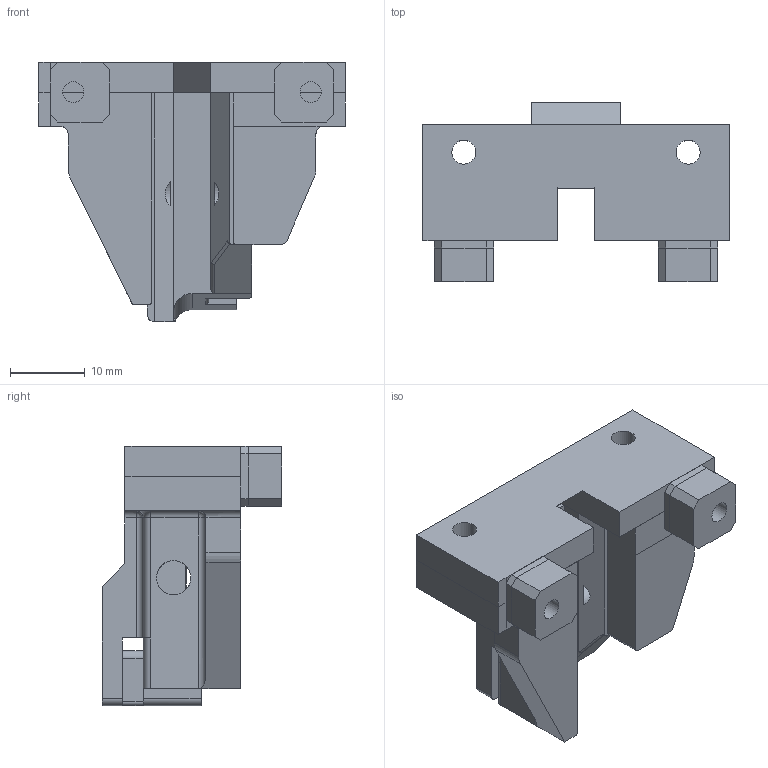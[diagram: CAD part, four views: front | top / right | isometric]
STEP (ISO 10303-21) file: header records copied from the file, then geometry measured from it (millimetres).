
FILE_DESCRIPTION(/* description */ (''),/* implementation_level */ '2;1');
FILE_NAME(/* name */ 'wire_support_2020_carto_short.step',/* time_stamp */ '2025-11-20T21:38:00-05:00',/* author */ (''),/* organization */ (''),/* preprocessor_version */ 'ST-DEVELOPER v20.1',/* originating_system */ 'Autodesk Translation Framework v14.17.0.0',/* authorisation */ '');
FILE_SCHEMA (('AUTOMOTIVE_DESIGN { 1 0 10303 214 3 1 1 }'));
Length unit declared in the file: millimetre
Products named in the file (3): (Unsaved); Wire_Support_2020_1.2; PCB_Mount (1)
Assembly tree (2 placements, depth 2):
  (Unsaved)
    Wire_Support_2020_1.2
    PCB_Mount (1)
Bounding box: 41 x 24.04 x 34.74 mm (x, y, z)
Volume: 9996.6 mm3; surface area: 7030.3 mm2
Topology: 6 solids, 6 shells, 159 faces, 427 edges, 277 vertices
Faces by surface type: plane 109, cylinder 42, bspline 3, sphere 3, torus 2
Full cylindrical faces by diameter (mm): 2.8 x4, 3.2 x2, 4.6 x4
Entity records: 5107 total; most frequent: CARTESIAN_POINT 946, ORIENTED_EDGE 850, DIRECTION 836, EDGE_CURVE 425, LINE 328, VECTOR 328, VERTEX_POINT 277, AXIS2_PLACEMENT_3D 254
